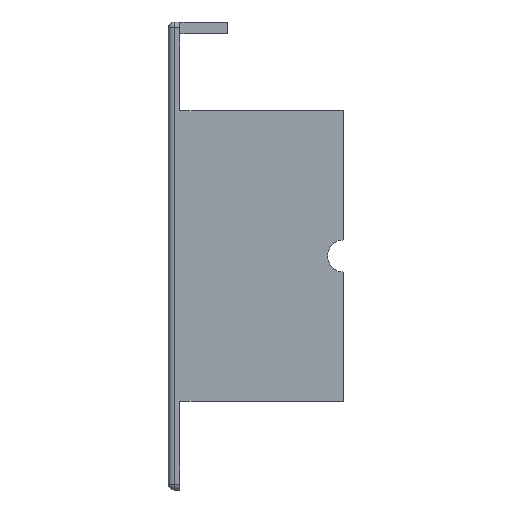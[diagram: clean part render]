
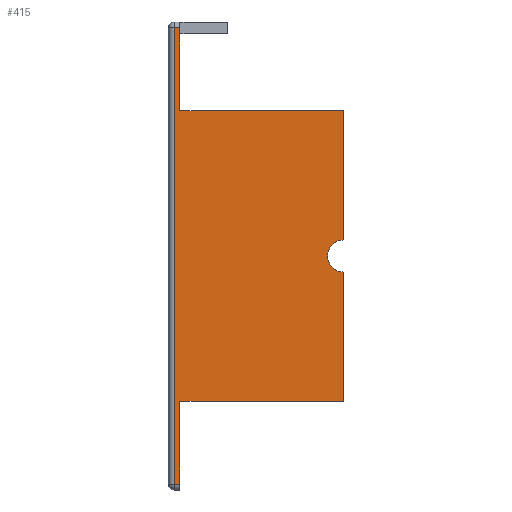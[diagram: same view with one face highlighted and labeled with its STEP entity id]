
A CAD part, left-side view. The second image highlights one B-rep face of the part: STEP entity #415.
In plain terms, the highlighted planar face has unit normal (-1, 0, 0).
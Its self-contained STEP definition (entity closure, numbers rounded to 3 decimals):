
#31 = DIRECTION ( 'NONE',  ( 0., 0., 1. ) ) ;
#46 = VERTEX_POINT ( 'NONE', #791 ) ;
#54 = CARTESIAN_POINT ( 'NONE',  ( -25., -30., 2.75 ) ) ;
#115 = VECTOR ( 'NONE', #3200, 1000. ) ;
#215 = DIRECTION ( 'NONE',  ( 0., 0., -1. ) ) ;
#276 = LINE ( 'NONE', #1025, #2019 ) ;
#280 = CARTESIAN_POINT ( 'NONE',  ( -25., -2., 24.85 ) ) ;
#297 = ORIENTED_EDGE ( 'NONE', *, *, #1016, .T. ) ;
#343 = EDGE_CURVE ( 'NONE', #728, #1611, #1252, .T. ) ;
#358 = EDGE_CURVE ( 'NONE', #2402, #904, #535, .T. ) ;
#371 = EDGE_CURVE ( 'NONE', #3188, #2368, #477, .T. ) ;
#415 = ADVANCED_FACE ( 'NONE', ( #1120 ), #2820, .T. ) ;
#422 = CARTESIAN_POINT ( 'NONE',  ( -25., -30., -24.85 ) ) ;
#425 = EDGE_LOOP ( 'NONE', ( #1869, #2127, #1849, #451, #3086, #742, #578, #297, #2008, #779 ) ) ;
#444 = CARTESIAN_POINT ( 'NONE',  ( -25., -30., 24.85 ) ) ;
#451 = ORIENTED_EDGE ( 'NONE', *, *, #2274, .T. ) ;
#470 = LINE ( 'NONE', #2664, #115 ) ;
#477 = LINE ( 'NONE', #2482, #2395 ) ;
#522 = CARTESIAN_POINT ( 'NONE',  ( -25., -2., 0. ) ) ;
#524 = CARTESIAN_POINT ( 'NONE',  ( -25., -30., 0. ) ) ;
#535 = LINE ( 'NONE', #760, #2136 ) ;
#553 = DIRECTION ( 'NONE',  ( -1., 0., 0. ) ) ;
#574 = LINE ( 'NONE', #524, #1180 ) ;
#578 = ORIENTED_EDGE ( 'NONE', *, *, #1108, .T. ) ;
#601 = CARTESIAN_POINT ( 'NONE',  ( -25., -2., 0. ) ) ;
#631 = EDGE_CURVE ( 'NONE', #3188, #2710, #2879, .T. ) ;
#697 = VECTOR ( 'NONE', #2670, 1000. ) ;
#728 = VERTEX_POINT ( 'NONE', #2247 ) ;
#742 = ORIENTED_EDGE ( 'NONE', *, *, #631, .T. ) ;
#760 = CARTESIAN_POINT ( 'NONE',  ( -25., -2., 0. ) ) ;
#779 = ORIENTED_EDGE ( 'NONE', *, *, #3180, .T. ) ;
#791 = CARTESIAN_POINT ( 'NONE',  ( -25., -2., 39. ) ) ;
#792 = CARTESIAN_POINT ( 'NONE',  ( -25., -1., 0. ) ) ;
#904 = VERTEX_POINT ( 'NONE', #1808 ) ;
#979 = AXIS2_PLACEMENT_3D ( 'NONE', #601, #553, #1871 ) ;
#997 = DIRECTION ( 'NONE',  ( 0., -1., 0. ) ) ;
#1016 = EDGE_CURVE ( 'NONE', #46, #728, #470, .T. ) ;
#1025 = CARTESIAN_POINT ( 'NONE',  ( -25., -30., -24.85 ) ) ;
#1037 = VERTEX_POINT ( 'NONE', #422 ) ;
#1108 = EDGE_CURVE ( 'NONE', #2710, #46, #2028, .T. ) ;
#1112 = CARTESIAN_POINT ( 'NONE',  ( -25., -2., -39. ) ) ;
#1120 = FACE_OUTER_BOUND ( 'NONE', #425, .T. ) ;
#1180 = VECTOR ( 'NONE', #1802, 1000. ) ;
#1252 = LINE ( 'NONE', #792, #1709 ) ;
#1255 = CARTESIAN_POINT ( 'NONE',  ( -25., -30., 0. ) ) ;
#1608 = VERTEX_POINT ( 'NONE', #1819 ) ;
#1611 = VERTEX_POINT ( 'NONE', #3049 ) ;
#1709 = VECTOR ( 'NONE', #215, 1000. ) ;
#1802 = DIRECTION ( 'NONE',  ( 0., 0., -1. ) ) ;
#1808 = CARTESIAN_POINT ( 'NONE',  ( -25., -2., -24.85 ) ) ;
#1819 = CARTESIAN_POINT ( 'NONE',  ( -25., -30., -2.75 ) ) ;
#1849 = ORIENTED_EDGE ( 'NONE', *, *, #2034, .F. ) ;
#1869 = ORIENTED_EDGE ( 'NONE', *, *, #358, .T. ) ;
#1871 = DIRECTION ( 'NONE',  ( 0., 0., 1. ) ) ;
#1968 = DIRECTION ( 'NONE',  ( 0., 0., 1. ) ) ;
#2007 = DIRECTION ( 'NONE',  ( 0., 0., -1. ) ) ;
#2008 = ORIENTED_EDGE ( 'NONE', *, *, #343, .T. ) ;
#2019 = VECTOR ( 'NONE', #2762, 1000. ) ;
#2028 = LINE ( 'NONE', #522, #2937 ) ;
#2034 = EDGE_CURVE ( 'NONE', #1608, #1037, #574, .T. ) ;
#2125 = EDGE_CURVE ( 'NONE', #1037, #904, #276, .T. ) ;
#2127 = ORIENTED_EDGE ( 'NONE', *, *, #2125, .F. ) ;
#2136 = VECTOR ( 'NONE', #1968, 1000. ) ;
#2242 = LINE ( 'NONE', #2511, #2298 ) ;
#2247 = CARTESIAN_POINT ( 'NONE',  ( -25., -1., 39. ) ) ;
#2252 = DIRECTION ( 'NONE',  ( 1., 0., 0. ) ) ;
#2274 = EDGE_CURVE ( 'NONE', #1608, #2368, #2944, .T. ) ;
#2298 = VECTOR ( 'NONE', #997, 1000. ) ;
#2368 = VERTEX_POINT ( 'NONE', #54 ) ;
#2395 = VECTOR ( 'NONE', #2759, 1000. ) ;
#2402 = VERTEX_POINT ( 'NONE', #1112 ) ;
#2482 = CARTESIAN_POINT ( 'NONE',  ( -25., -30., 0. ) ) ;
#2511 = CARTESIAN_POINT ( 'NONE',  ( -25., -30., -39. ) ) ;
#2664 = CARTESIAN_POINT ( 'NONE',  ( -25., -2., 39. ) ) ;
#2670 = DIRECTION ( 'NONE',  ( 0., 1., 0. ) ) ;
#2710 = VERTEX_POINT ( 'NONE', #280 ) ;
#2759 = DIRECTION ( 'NONE',  ( 0., 0., -1. ) ) ;
#2762 = DIRECTION ( 'NONE',  ( 0., 1., 0. ) ) ;
#2820 = PLANE ( 'NONE',  #979 ) ;
#2879 = LINE ( 'NONE', #444, #697 ) ;
#2937 = VECTOR ( 'NONE', #31, 1000. ) ;
#2944 = CIRCLE ( 'NONE', #3055, 2.75 ) ;
#3049 = CARTESIAN_POINT ( 'NONE',  ( -25., -1., -39. ) ) ;
#3055 = AXIS2_PLACEMENT_3D ( 'NONE', #1255, #2252, #2007 ) ;
#3086 = ORIENTED_EDGE ( 'NONE', *, *, #371, .F. ) ;
#3180 = EDGE_CURVE ( 'NONE', #1611, #2402, #2242, .T. ) ;
#3181 = CARTESIAN_POINT ( 'NONE',  ( -25., -30., 24.85 ) ) ;
#3188 = VERTEX_POINT ( 'NONE', #3181 ) ;
#3200 = DIRECTION ( 'NONE',  ( 0., 1., 0. ) ) ;
